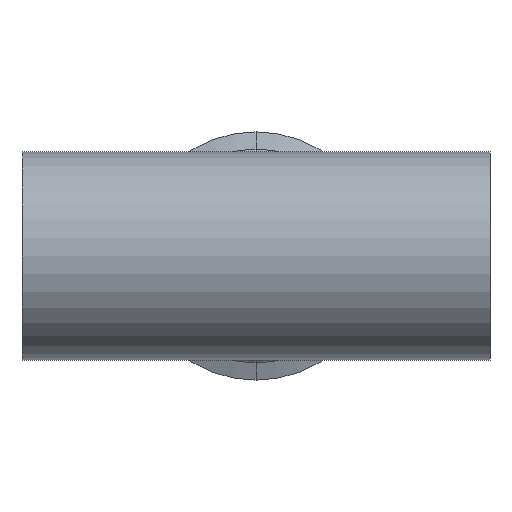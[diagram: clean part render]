
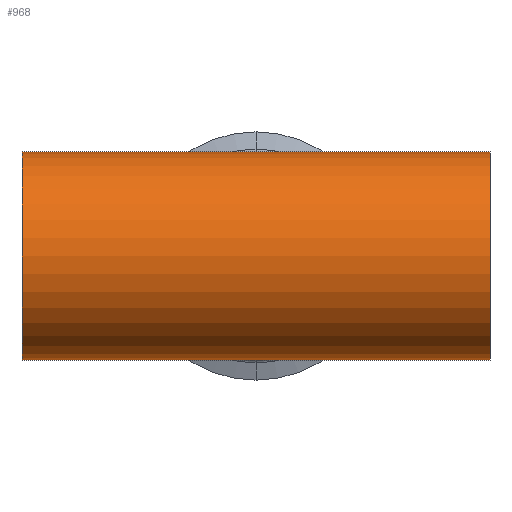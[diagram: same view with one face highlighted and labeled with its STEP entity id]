
A CAD part, front view. The second image highlights one B-rep face of the part: STEP entity #968.
In plain terms, the highlighted cylindrical face has radius 38.1 mm (diameter 76.2 mm), a partial arc.
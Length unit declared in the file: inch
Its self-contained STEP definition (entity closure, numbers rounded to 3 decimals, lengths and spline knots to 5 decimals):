
#122 = ORIENTED_EDGE ( 'NONE', *, *, #959, .T. ) ;
#136 = VECTOR ( 'NONE', #588, 39.37008 ) ;
#160 = CARTESIAN_POINT ( 'NONE',  ( -3.37402, 0., 0. ) ) ;
#174 = ORIENTED_EDGE ( 'NONE', *, *, #312, .T. ) ;
#179 = CARTESIAN_POINT ( 'NONE',  ( 3.37402, 0., 0. ) ) ;
#199 = LINE ( 'NONE', #1417, #1503 ) ;
#272 = DIRECTION ( 'NONE',  ( -1., 0., 0. ) ) ;
#303 = CIRCLE ( 'NONE', #415, 1.5 ) ;
#312 = EDGE_CURVE ( 'NONE', #815, #1441, #840, .T. ) ;
#332 = EDGE_LOOP ( 'NONE', ( #1606, #1250, #476, #174, #122, #642 ) ) ;
#384 = CIRCLE ( 'NONE', #1111, 1.5 ) ;
#399 = FACE_OUTER_BOUND ( 'NONE', #332, .T. ) ;
#403 = VERTEX_POINT ( 'NONE', #975 ) ;
#415 = AXIS2_PLACEMENT_3D ( 'NONE', #979, #1226, #1348 ) ;
#476 = ORIENTED_EDGE ( 'NONE', *, *, #1381, .T. ) ;
#479 = CARTESIAN_POINT ( 'NONE',  ( -3.37402, 0., 1.5 ) ) ;
#501 = CARTESIAN_POINT ( 'NONE',  ( 0., 0., -1.5 ) ) ;
#511 = AXIS2_PLACEMENT_3D ( 'NONE', #179, #1074, #1319 ) ;
#513 = VERTEX_POINT ( 'NONE', #627 ) ;
#542 = DIRECTION ( 'NONE',  ( 0., 0., -1. ) ) ;
#574 = EDGE_CURVE ( 'NONE', #1113, #598, #199, .T. ) ;
#588 = DIRECTION ( 'NONE',  ( -1., 0., 0. ) ) ;
#598 = VERTEX_POINT ( 'NONE', #501 ) ;
#627 = CARTESIAN_POINT ( 'NONE',  ( -3.37402, 0., -1.5 ) ) ;
#642 = ORIENTED_EDGE ( 'NONE', *, *, #1456, .F. ) ;
#733 = CYLINDRICAL_SURFACE ( 'NONE', #511, 1.5 ) ;
#815 = VERTEX_POINT ( 'NONE', #820 ) ;
#820 = CARTESIAN_POINT ( 'NONE',  ( 0., 0., 1.5 ) ) ;
#840 = LINE ( 'NONE', #1536, #1256 ) ;
#953 = CARTESIAN_POINT ( 'NONE',  ( 3.37402, 0., -1.5 ) ) ;
#959 = EDGE_CURVE ( 'NONE', #1441, #513, #384, .T. ) ;
#968 = ADVANCED_FACE ( 'NONE', ( #399 ), #733, .T. ) ;
#975 = CARTESIAN_POINT ( 'NONE',  ( 3.37402, 0., 1.5 ) ) ;
#979 = CARTESIAN_POINT ( 'NONE',  ( 3.37402, 0., 0. ) ) ;
#1074 = DIRECTION ( 'NONE',  ( -1., 0., 0. ) ) ;
#1101 = CARTESIAN_POINT ( 'NONE',  ( 3.37402, 0., 1.5 ) ) ;
#1111 = AXIS2_PLACEMENT_3D ( 'NONE', #160, #1176, #542 ) ;
#1113 = VERTEX_POINT ( 'NONE', #953 ) ;
#1122 = DIRECTION ( 'NONE',  ( -1., 0., 0. ) ) ;
#1149 = LINE ( 'NONE', #1101, #136 ) ;
#1176 = DIRECTION ( 'NONE',  ( 1., 0., 0. ) ) ;
#1216 = DIRECTION ( 'NONE',  ( -1., 0., 0. ) ) ;
#1226 = DIRECTION ( 'NONE',  ( 1., 0., 0. ) ) ;
#1250 = ORIENTED_EDGE ( 'NONE', *, *, #1276, .F. ) ;
#1256 = VECTOR ( 'NONE', #1216, 39.37008 ) ;
#1276 = EDGE_CURVE ( 'NONE', #403, #1113, #303, .T. ) ;
#1319 = DIRECTION ( 'NONE',  ( 0., 0., 1. ) ) ;
#1348 = DIRECTION ( 'NONE',  ( 0., 0., -1. ) ) ;
#1356 = VECTOR ( 'NONE', #1122, 39.37008 ) ;
#1381 = EDGE_CURVE ( 'NONE', #403, #815, #1149, .T. ) ;
#1404 = LINE ( 'NONE', #1620, #1356 ) ;
#1417 = CARTESIAN_POINT ( 'NONE',  ( 3.37402, 0., -1.5 ) ) ;
#1441 = VERTEX_POINT ( 'NONE', #479 ) ;
#1456 = EDGE_CURVE ( 'NONE', #598, #513, #1404, .T. ) ;
#1503 = VECTOR ( 'NONE', #272, 39.37008 ) ;
#1536 = CARTESIAN_POINT ( 'NONE',  ( 3.37402, 0., 1.5 ) ) ;
#1606 = ORIENTED_EDGE ( 'NONE', *, *, #574, .F. ) ;
#1620 = CARTESIAN_POINT ( 'NONE',  ( 3.37402, 0., -1.5 ) ) ;
